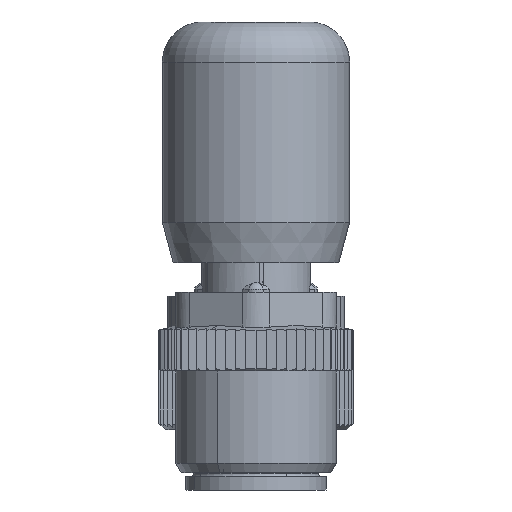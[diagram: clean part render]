
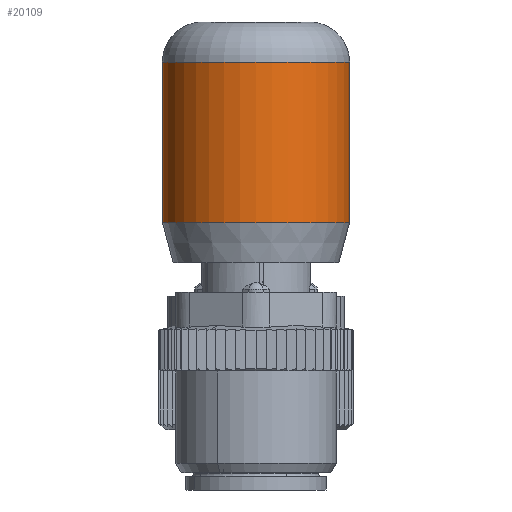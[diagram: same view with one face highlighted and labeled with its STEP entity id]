
A CAD part, front view. The second image highlights one B-rep face of the part: STEP entity #20109.
In plain terms, the highlighted cylindrical face has radius 7 mm (diameter 14 mm), a partial arc.
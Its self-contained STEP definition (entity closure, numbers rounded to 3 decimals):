
#20038=AXIS2_PLACEMENT_3D('Circle Axis2P3D',#20036,#20037,$) ;
#20082=AXIS2_PLACEMENT_3D('Cylinder Axis2P3D',#20079,#20080,#20081) ;
#20100=AXIS2_PLACEMENT_3D('Circle Axis2P3D',#20098,#20099,$) ;
#20033=CARTESIAN_POINT('Vertex',(0.3,7.261,32.)) ;
#20036=CARTESIAN_POINT('Axis2P3D Location',(7.3,7.261,32.)) ;
#20040=CARTESIAN_POINT('Vertex',(14.3,7.261,32.)) ;
#20079=CARTESIAN_POINT('Axis2P3D Location',(7.3,7.261,28.)) ;
#20084=CARTESIAN_POINT('Line Origine',(14.3,7.261,28.)) ;
#20088=CARTESIAN_POINT('Vertex',(14.3,7.261,20.)) ;
#20091=CARTESIAN_POINT('Line Origine',(0.3,7.261,28.)) ;
#20095=CARTESIAN_POINT('Vertex',(0.3,7.261,20.)) ;
#20098=CARTESIAN_POINT('Axis2P3D Location',(7.3,7.261,20.)) ;
#20037=DIRECTION('Axis2P3D Direction',(0.,0.,1.)) ;
#20080=DIRECTION('Axis2P3D Direction',(0.,0.,1.)) ;
#20081=DIRECTION('Axis2P3D XDirection',(1.,0.,0.)) ;
#20085=DIRECTION('Vector Direction',(0.,0.,1.)) ;
#20092=DIRECTION('Vector Direction',(0.,0.,1.)) ;
#20099=DIRECTION('Axis2P3D Direction',(0.,0.,1.)) ;
#20086=VECTOR('Line Direction',#20085,1.) ;
#20093=VECTOR('Line Direction',#20092,1.) ;
#20104=ORIENTED_EDGE('',*,*,#20090,.T.) ;
#20105=ORIENTED_EDGE('',*,*,#20042,.F.) ;
#20106=ORIENTED_EDGE('',*,*,#20097,.F.) ;
#20107=ORIENTED_EDGE('',*,*,#20102,.T.) ;
#20109=ADVANCED_FACE('Hauptkoerper',(#20108),#20083,.T.) ;
#20039=CIRCLE('generated circle',#20038,7.) ;
#20101=CIRCLE('generated circle',#20100,7.) ;
#20083=CYLINDRICAL_SURFACE('generated cylinder',#20082,7.) ;
#20042=EDGE_CURVE('',#20034,#20041,#20039,.T.) ;
#20090=EDGE_CURVE('',#20089,#20041,#20087,.T.) ;
#20097=EDGE_CURVE('',#20096,#20034,#20094,.T.) ;
#20102=EDGE_CURVE('',#20096,#20089,#20101,.T.) ;
#20103=EDGE_LOOP('',(#20104,#20105,#20106,#20107)) ;
#20108=FACE_OUTER_BOUND('',#20103,.T.) ;
#20087=LINE('Line',#20084,#20086) ;
#20094=LINE('Line',#20091,#20093) ;
#20034=VERTEX_POINT('',#20033) ;
#20041=VERTEX_POINT('',#20040) ;
#20089=VERTEX_POINT('',#20088) ;
#20096=VERTEX_POINT('',#20095) ;
